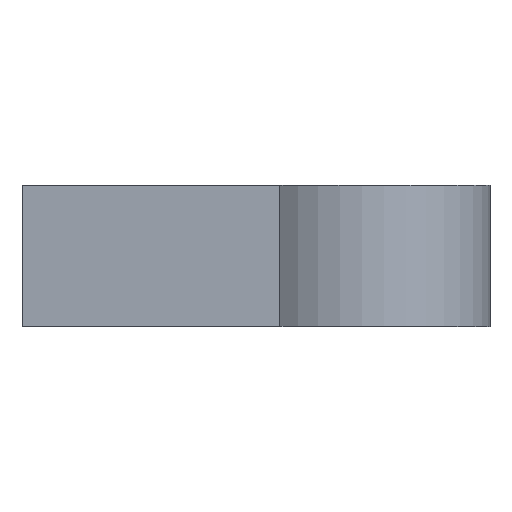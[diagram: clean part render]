
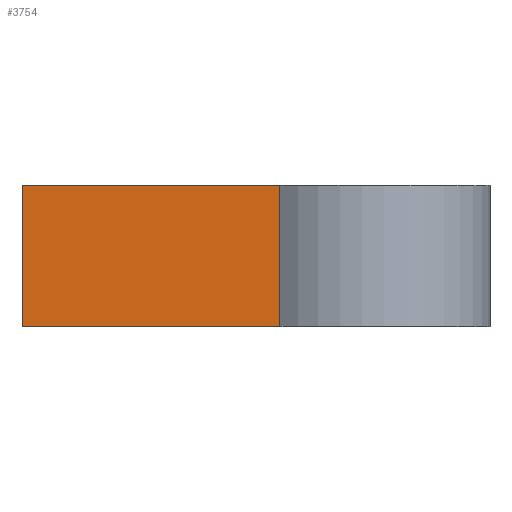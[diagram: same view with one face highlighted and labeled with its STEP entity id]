
A CAD part, top view. The second image highlights one B-rep face of the part: STEP entity #3754.
In plain terms, the highlighted planar face has unit normal (-0.055, 0, 0.999).
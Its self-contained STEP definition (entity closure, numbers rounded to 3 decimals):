
#272=FACE_OUTER_BOUND('',#466,.T.);
#466=EDGE_LOOP('',(#2883,#2884,#2885,#2886));
#594=LINE('',#5294,#1037);
#602=LINE('',#5313,#1045);
#731=LINE('',#5690,#1174);
#850=LINE('',#6050,#1293);
#1037=VECTOR('',#4215,10.);
#1045=VECTOR('',#4231,11.968);
#1174=VECTOR('',#4486,11.968);
#1293=VECTOR('',#4849,10.);
#1478=VERTEX_POINT('',#5288);
#1480=VERTEX_POINT('',#5292);
#1487=VERTEX_POINT('',#5311);
#1672=VERTEX_POINT('',#5689);
#1858=EDGE_CURVE('',#1478,#1480,#594,.T.);
#1867=EDGE_CURVE('',#1487,#1480,#602,.T.);
#2056=EDGE_CURVE('',#1478,#1672,#731,.T.);
#2236=EDGE_CURVE('',#1672,#1487,#850,.T.);
#2883=ORIENTED_EDGE('',*,*,#1858,.T.);
#2884=ORIENTED_EDGE('',*,*,#1867,.F.);
#2885=ORIENTED_EDGE('',*,*,#2236,.F.);
#2886=ORIENTED_EDGE('',*,*,#2056,.F.);
#3564=PLANE('',#4082);
#3754=ADVANCED_FACE('',(#272),#3564,.T.);
#4082=AXIS2_PLACEMENT_3D('',#6051,#4850,#4851);
#4215=DIRECTION('',(0.,-1.,0.));
#4231=DIRECTION('',(-0.999,0.,-0.055));
#4486=DIRECTION('',(0.999,0.,0.055));
#4849=DIRECTION('',(0.,-1.,0.));
#4850=DIRECTION('center_axis',(-0.055,0.,0.999));
#4851=DIRECTION('ref_axis',(0.999,0.,0.055));
#5288=CARTESIAN_POINT('',(-9.159,0.,2.27));
#5292=CARTESIAN_POINT('',(-9.159,-3.8,2.27));
#5294=CARTESIAN_POINT('',(-9.159,-1.475,2.27));
#5311=CARTESIAN_POINT('',(-2.209,-3.8,2.65));
#5313=CARTESIAN_POINT('',(-14.159,-3.8,1.997));
#5689=CARTESIAN_POINT('',(-2.209,0.,2.65));
#5690=CARTESIAN_POINT('',(-14.159,0.,1.997));
#6050=CARTESIAN_POINT('',(-2.209,-1.4,2.65));
#6051=CARTESIAN_POINT('Origin',(-2.209,-1.4,2.65));
